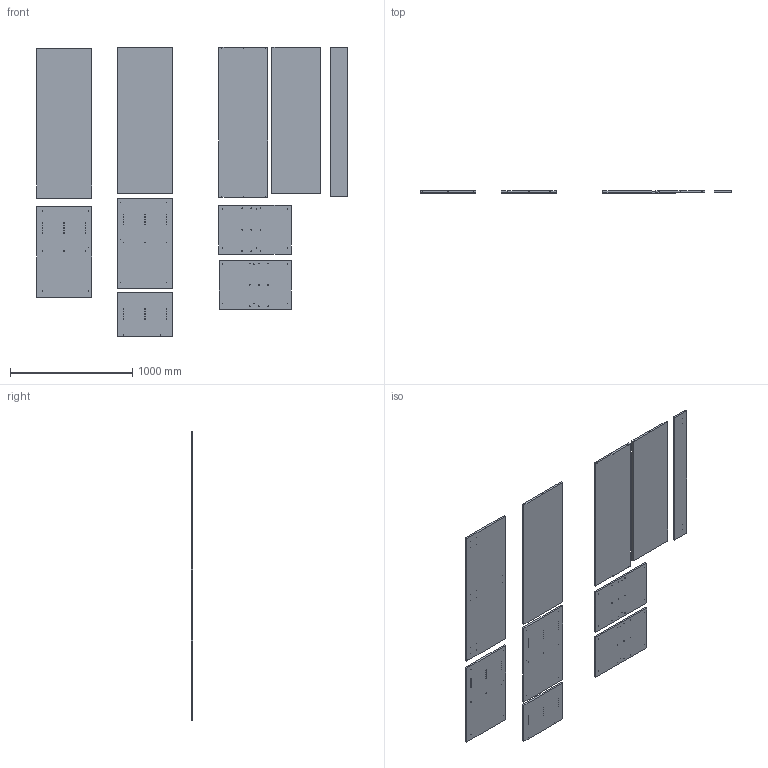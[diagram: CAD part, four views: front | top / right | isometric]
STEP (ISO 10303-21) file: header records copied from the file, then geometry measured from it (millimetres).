
FILE_DESCRIPTION (( 'STEP AP214' ), '1' );
FILE_NAME ('NEstyboi.STEP', '2022-09-02T22:00:21', ( '' ), ( '' ), 'SwSTEP 2.0', 'SolidWorks 2021', '' );
FILE_SCHEMA (( 'AUTOMOTIVE_DESIGN' ));
Length unit declared in the file: millimetre
Products named in the file (11): Wardrobe_10; NEstyboi; Wardrobe_06; Wardrobe_07; Wardrobe_03; Wardrobe_11; Wardrobe_04; Wardrobe_02; Wardrobe_09; Wardrobe_08; Wardrobe_05
Assembly tree (10 placements, depth 2):
  NEstyboi
    Wardrobe_02
    Wardrobe_03
    Wardrobe_04
    Wardrobe_05
    Wardrobe_06
    Wardrobe_07
    Wardrobe_08
    Wardrobe_09
    Wardrobe_10
    Wardrobe_11
Bounding box: 2541.84 x 16 x 2369.94 mm (x, y, z)
Volume: 56397718.5 mm3; surface area: 7494916.7 mm2
Topology: 10 solids, 10 shells, 553 faces, 1432 edges, 913 vertices
Faces by surface type: cylinder 352, plane 151, cone 50
Entity records: 17658 total; most frequent: DIRECTION 3218, CARTESIAN_POINT 2861, ORIENTED_EDGE 2764, EDGE_CURVE 1382, AXIS2_PLACEMENT_3D 1270, VERTEX_POINT 913, EDGE_LOOP 815, CIRCLE 704
